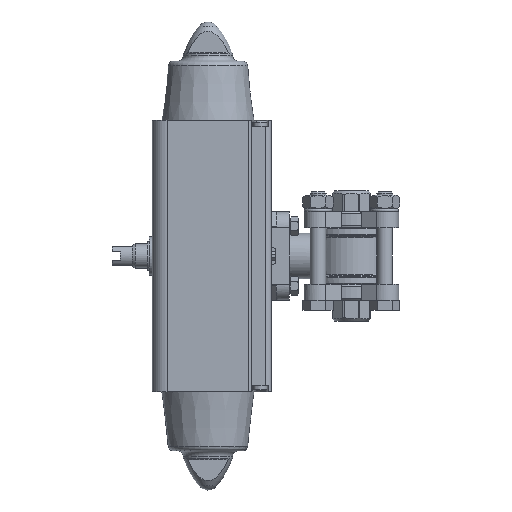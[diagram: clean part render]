
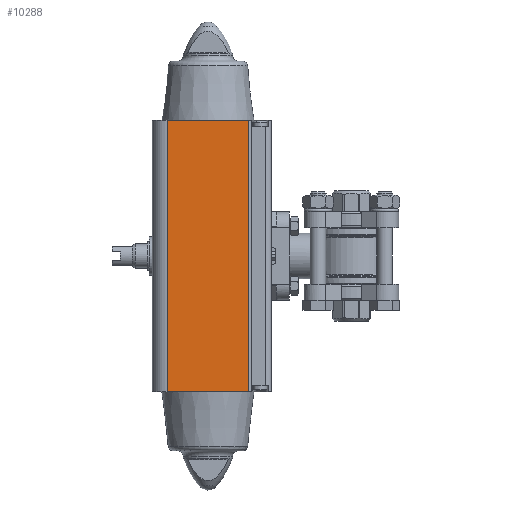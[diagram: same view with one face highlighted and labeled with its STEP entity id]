
A CAD part, left-side view. The second image highlights one B-rep face of the part: STEP entity #10288.
In plain terms, the highlighted planar face has unit normal (-1, 0, 0).
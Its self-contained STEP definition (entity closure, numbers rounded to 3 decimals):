
#2898=ORIENTED_EDGE('',*,*,#4722,.T.);
#2899=ORIENTED_EDGE('',*,*,#4765,.F.);
#2900=ORIENTED_EDGE('',*,*,#4750,.F.);
#2901=ORIENTED_EDGE('',*,*,#4766,.T.);
#4722=EDGE_CURVE('',#5826,#5825,#6652,.T.);
#4750=EDGE_CURVE('',#5849,#5850,#6670,.T.);
#4765=EDGE_CURVE('',#5850,#5825,#6672,.T.);
#4766=EDGE_CURVE('',#5849,#5826,#6673,.T.);
#5825=VERTEX_POINT('',#17403);
#5826=VERTEX_POINT('',#17405);
#5849=VERTEX_POINT('',#17459);
#5850=VERTEX_POINT('',#17461);
#6652=LINE('',#17404,#7441);
#6670=LINE('',#17460,#7459);
#6672=LINE('',#17548,#7461);
#6673=LINE('',#17549,#7462);
#7441=VECTOR('',#13633,1000.);
#7459=VECTOR('',#13679,1000.);
#7461=VECTOR('',#13705,1000.);
#7462=VECTOR('',#13706,1000.);
#8283=EDGE_LOOP('',(#2898,#2899,#2900,#2901));
#9158=FACE_BOUND('',#8283,.T.);
#9744=PLANE('',#11343);
#10288=ADVANCED_FACE('',(#9158),#9744,.F.);
#11343=AXIS2_PLACEMENT_3D('',#17547,#13703,#13704);
#13633=DIRECTION('',(0.,-1.,0.));
#13679=DIRECTION('',(0.,-1.,0.));
#13703=DIRECTION('',(1.,0.,0.));
#13704=DIRECTION('',(0.,0.,-1.));
#13705=DIRECTION('',(0.,0.,-1.));
#13706=DIRECTION('',(0.,0.,-1.));
#17403=CARTESIAN_POINT('',(-27.7,-20.446,-67.65));
#17404=CARTESIAN_POINT('',(-27.7,20.3,-67.65));
#17405=CARTESIAN_POINT('',(-27.7,20.3,-67.65));
#17459=CARTESIAN_POINT('',(-27.7,20.3,67.65));
#17460=CARTESIAN_POINT('',(-27.7,20.3,67.65));
#17461=CARTESIAN_POINT('',(-27.7,-20.446,67.65));
#17547=CARTESIAN_POINT('',(-27.7,20.3,67.65));
#17548=CARTESIAN_POINT('',(-27.7,-20.446,67.65));
#17549=CARTESIAN_POINT('',(-27.7,20.3,67.65));
